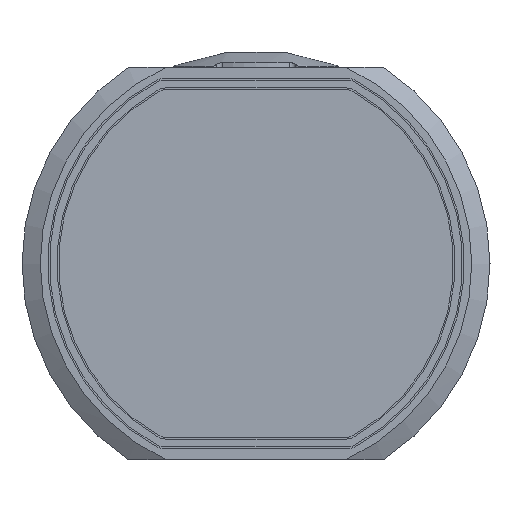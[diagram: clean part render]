
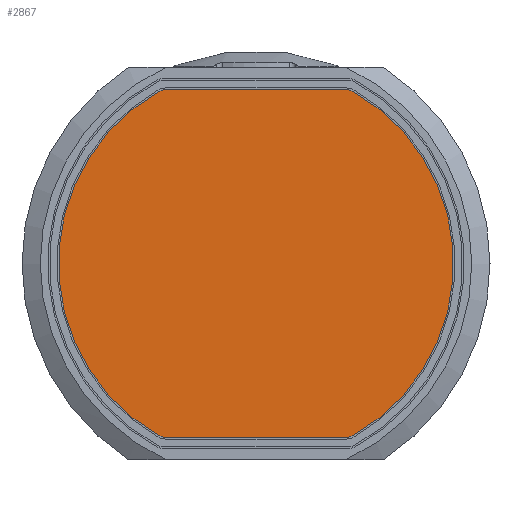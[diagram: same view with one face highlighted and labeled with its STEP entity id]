
A CAD part, left-side view. The second image highlights one B-rep face of the part: STEP entity #2867.
In plain terms, the highlighted planar face has unit normal (-1, 0, 0).
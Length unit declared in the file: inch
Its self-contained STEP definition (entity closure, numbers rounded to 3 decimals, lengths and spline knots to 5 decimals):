
#60 = AXIS2_PLACEMENT_3D ( 'NONE', #2451, #1712, #1026 ) ;
#130 = AXIS2_PLACEMENT_3D ( 'NONE', #2052, #272, #1206 ) ;
#142 = DIRECTION ( 'NONE',  ( 0., 1., 0. ) ) ;
#194 = CARTESIAN_POINT ( 'NONE',  ( 0.00197, -0.13415, -0.26378 ) ) ;
#243 = VERTEX_POINT ( 'NONE', #2334 ) ;
#272 = DIRECTION ( 'NONE',  ( 1., 0., 0. ) ) ;
#290 = EDGE_CURVE ( 'NONE', #2615, #243, #2135, .T. ) ;
#386 = LINE ( 'NONE', #1494, #707 ) ;
#434 = ORIENTED_EDGE ( 'NONE', *, *, #1553, .F. ) ;
#535 = DIRECTION ( 'NONE',  ( 1., 0., 0. ) ) ;
#549 = VERTEX_POINT ( 'NONE', #660 ) ;
#612 = FACE_OUTER_BOUND ( 'NONE', #1652, .T. ) ;
#660 = CARTESIAN_POINT ( 'NONE',  ( 0.00197, 0.14776, 0.26018 ) ) ;
#700 = VERTEX_POINT ( 'NONE', #706 ) ;
#706 = CARTESIAN_POINT ( 'NONE',  ( 0.00197, 0.13415, -0.26378 ) ) ;
#707 = VECTOR ( 'NONE', #142, 39.37008 ) ;
#826 = CARTESIAN_POINT ( 'NONE',  ( 0.00197, 0.13512, 0.23839 ) ) ;
#841 = PLANE ( 'NONE',  #1555 ) ;
#842 = ORIENTED_EDGE ( 'NONE', *, *, #2560, .T. ) ;
#868 = DIRECTION ( 'NONE',  ( 1., 0., 0. ) ) ;
#936 = DIRECTION ( 'NONE',  ( 0., -1., 0. ) ) ;
#954 = EDGE_CURVE ( 'NONE', #1940, #1265, #2851, .T. ) ;
#1026 = DIRECTION ( 'NONE',  ( 0., 0., -1. ) ) ;
#1046 = ORIENTED_EDGE ( 'NONE', *, *, #290, .F. ) ;
#1085 = CIRCLE ( 'NONE', #2161, 0.29921 ) ;
#1103 = DIRECTION ( 'NONE',  ( 0., 0., -1. ) ) ;
#1141 = AXIS2_PLACEMENT_3D ( 'NONE', #1176, #2397, #1103 ) ;
#1165 = AXIS2_PLACEMENT_3D ( 'NONE', #2380, #2563, #1222 ) ;
#1176 = CARTESIAN_POINT ( 'NONE',  ( 0.00197, 0.13415, 0.23622 ) ) ;
#1191 = ORIENTED_EDGE ( 'NONE', *, *, #954, .F. ) ;
#1206 = DIRECTION ( 'NONE',  ( 0., 0., -1. ) ) ;
#1222 = DIRECTION ( 'NONE',  ( 0., 0., -1. ) ) ;
#1265 = VERTEX_POINT ( 'NONE', #2623 ) ;
#1287 = EDGE_CURVE ( 'NONE', #700, #2764, #2734, .T. ) ;
#1302 = EDGE_CURVE ( 'NONE', #1265, #2615, #1085, .T. ) ;
#1406 = CARTESIAN_POINT ( 'NONE',  ( 0.00197, 0.13415, 0.26378 ) ) ;
#1426 = AXIS2_PLACEMENT_3D ( 'NONE', #2844, #535, #2611 ) ;
#1464 = DIRECTION ( 'NONE',  ( 1., 0., 0. ) ) ;
#1494 = CARTESIAN_POINT ( 'NONE',  ( 0.00197, 0.13415, 0.26378 ) ) ;
#1553 = EDGE_CURVE ( 'NONE', #549, #2105, #1962, .T. ) ;
#1555 = AXIS2_PLACEMENT_3D ( 'NONE', #826, #868, #2480 ) ;
#1613 = CARTESIAN_POINT ( 'NONE',  ( 0.00197, 0.14776, -0.26018 ) ) ;
#1652 = EDGE_LOOP ( 'NONE', ( #2928, #1046, #2825, #1191, #842, #434, #2773, #2624 ) ) ;
#1688 = CARTESIAN_POINT ( 'NONE',  ( 0.00197, 0., 0. ) ) ;
#1712 = DIRECTION ( 'NONE',  ( 1., 0., 0. ) ) ;
#1802 = VECTOR ( 'NONE', #936, 39.37008 ) ;
#1804 = CARTESIAN_POINT ( 'NONE',  ( 0.00197, -0.13415, 0.26378 ) ) ;
#1895 = EDGE_CURVE ( 'NONE', #700, #243, #2058, .T. ) ;
#1940 = VERTEX_POINT ( 'NONE', #1804 ) ;
#1962 = CIRCLE ( 'NONE', #1141, 0.02756 ) ;
#2002 = CIRCLE ( 'NONE', #130, 0.29921 ) ;
#2052 = CARTESIAN_POINT ( 'NONE',  ( 0.00197, 0., 0. ) ) ;
#2058 = LINE ( 'NONE', #194, #1802 ) ;
#2105 = VERTEX_POINT ( 'NONE', #1406 ) ;
#2135 = CIRCLE ( 'NONE', #1165, 0.02756 ) ;
#2161 = AXIS2_PLACEMENT_3D ( 'NONE', #1688, #1464, #2638 ) ;
#2334 = CARTESIAN_POINT ( 'NONE',  ( 0.00197, -0.13415, -0.26378 ) ) ;
#2380 = CARTESIAN_POINT ( 'NONE',  ( 0.00197, -0.13415, -0.23622 ) ) ;
#2397 = DIRECTION ( 'NONE',  ( 1., 0., 0. ) ) ;
#2451 = CARTESIAN_POINT ( 'NONE',  ( 0.00197, -0.13415, 0.23622 ) ) ;
#2480 = DIRECTION ( 'NONE',  ( 0., 0., -1. ) ) ;
#2560 = EDGE_CURVE ( 'NONE', #1940, #2105, #386, .T. ) ;
#2563 = DIRECTION ( 'NONE',  ( 1., 0., 0. ) ) ;
#2611 = DIRECTION ( 'NONE',  ( 0., 0., -1. ) ) ;
#2615 = VERTEX_POINT ( 'NONE', #2899 ) ;
#2623 = CARTESIAN_POINT ( 'NONE',  ( 0.00197, -0.14776, 0.26018 ) ) ;
#2624 = ORIENTED_EDGE ( 'NONE', *, *, #1287, .F. ) ;
#2638 = DIRECTION ( 'NONE',  ( 0., 0., -1. ) ) ;
#2734 = CIRCLE ( 'NONE', #1426, 0.02756 ) ;
#2764 = VERTEX_POINT ( 'NONE', #1613 ) ;
#2773 = ORIENTED_EDGE ( 'NONE', *, *, #2956, .F. ) ;
#2825 = ORIENTED_EDGE ( 'NONE', *, *, #1302, .F. ) ;
#2844 = CARTESIAN_POINT ( 'NONE',  ( 0.00197, 0.13415, -0.23622 ) ) ;
#2851 = CIRCLE ( 'NONE', #60, 0.02756 ) ;
#2867 = ADVANCED_FACE ( 'NONE', ( #612 ), #841, .F. ) ;
#2899 = CARTESIAN_POINT ( 'NONE',  ( 0.00197, -0.14776, -0.26018 ) ) ;
#2928 = ORIENTED_EDGE ( 'NONE', *, *, #1895, .T. ) ;
#2956 = EDGE_CURVE ( 'NONE', #2764, #549, #2002, .T. ) ;
